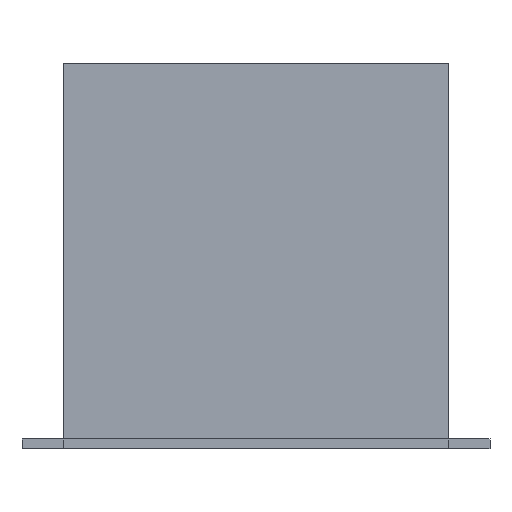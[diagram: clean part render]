
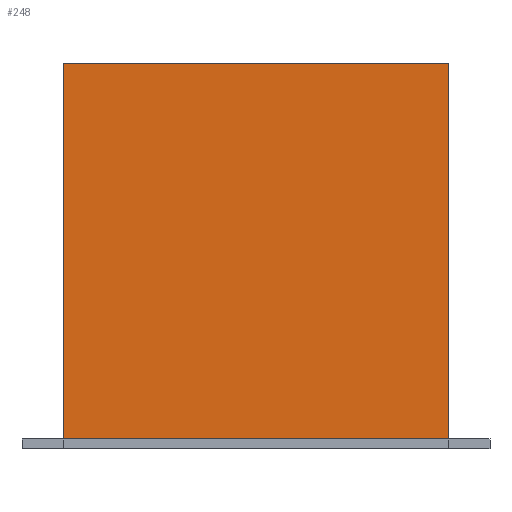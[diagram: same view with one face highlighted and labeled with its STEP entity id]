
A CAD part, left-side view. The second image highlights one B-rep face of the part: STEP entity #248.
In plain terms, the highlighted planar face has unit normal (-1, 0, 0).
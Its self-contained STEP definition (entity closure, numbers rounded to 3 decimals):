
#176 = VERTEX_POINT('',#177);
#177 = CARTESIAN_POINT('',(0.,0.,2.));
#183 = EDGE_CURVE('',#184,#176,#186,.T.);
#184 = VERTEX_POINT('',#185);
#185 = CARTESIAN_POINT('',(0.,0.,0.05));
#186 = LINE('',#187,#188);
#187 = CARTESIAN_POINT('',(0.,0.,0.));
#188 = VECTOR('',#189,1.);
#189 = DIRECTION('',(0.,0.,1.));
#221 = EDGE_CURVE('',#176,#222,#224,.T.);
#222 = VERTEX_POINT('',#223);
#223 = CARTESIAN_POINT('',(0.,2.,2.));
#224 = LINE('',#225,#226);
#225 = CARTESIAN_POINT('',(0.,0.,2.));
#226 = VECTOR('',#227,1.);
#227 = DIRECTION('',(0.,1.,0.));
#248 = ADVANCED_FACE('',(#249),#267,.F.);
#249 = FACE_BOUND('',#250,.F.);
#250 = EDGE_LOOP('',(#251,#252,#260,#266));
#251 = ORIENTED_EDGE('',*,*,#183,.F.);
#252 = ORIENTED_EDGE('',*,*,#253,.F.);
#253 = EDGE_CURVE('',#254,#184,#256,.T.);
#254 = VERTEX_POINT('',#255);
#255 = CARTESIAN_POINT('',(0.,2.,0.05));
#256 = LINE('',#257,#258);
#257 = CARTESIAN_POINT('',(0.,0.,0.05));
#258 = VECTOR('',#259,1.);
#259 = DIRECTION('',(0.,-1.,0.));
#260 = ORIENTED_EDGE('',*,*,#261,.T.);
#261 = EDGE_CURVE('',#254,#222,#262,.T.);
#262 = LINE('',#263,#264);
#263 = CARTESIAN_POINT('',(0.,2.,0.));
#264 = VECTOR('',#265,1.);
#265 = DIRECTION('',(0.,0.,1.));
#266 = ORIENTED_EDGE('',*,*,#221,.F.);
#267 = PLANE('',#268);
#268 = AXIS2_PLACEMENT_3D('',#269,#270,#271);
#269 = CARTESIAN_POINT('',(0.,0.,0.));
#270 = DIRECTION('',(1.,0.,0.));
#271 = DIRECTION('',(0.,0.,1.));
